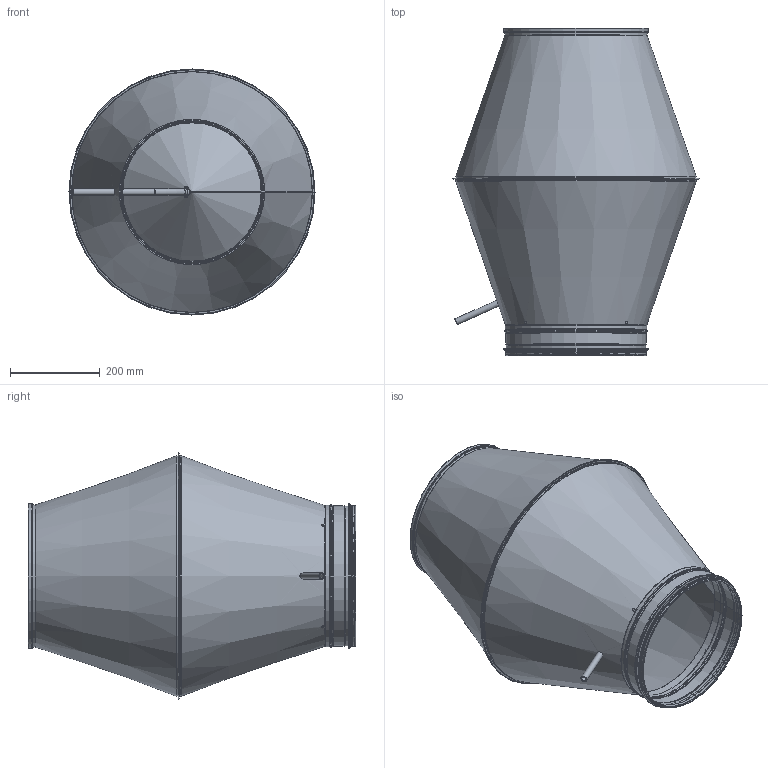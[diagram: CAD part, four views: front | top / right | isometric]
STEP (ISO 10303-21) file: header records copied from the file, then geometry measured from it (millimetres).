
FILE_DESCRIPTION(/* description */ ('Underdel HJH'),/* implementation_level */ '2;1');
FILE_NAME(/* name */ 'HJH-06.stp',/* time_stamp */ '2016-04-01T08:53:56+02:00',/* author */ ('CAD'),/* organization */ (''),/* preprocessor_version */ 'ST-DEVELOPER v15.6',/* originating_system */ 'Autodesk Inventor 2015',/* authorisation */ '');
FILE_SCHEMA (('AUTOMOTIVE_DESIGN { 1 0 10303 214 3 1 1 }'));
Length unit declared in the file: millimetre
Products named in the file (11): HJH-AA-06; HJH-AB-06; HJH-AC-06; HJH-AD-06; StosStödsickRörämne-315; 999008; StosStödsick-315; Slang-HJH-315; Slangklämma; BlindnitmutterM6; HJH-06
Bounding box: 548.4 x 728.99 x 548.4 mm (x, y, z)
Volume: 920691.1 mm3; surface area: 2603445.1 mm2
Topology: 13 solids, 13 shells, 321 faces, 680 edges, 380 vertices
Faces by surface type: plane 163, cylinder 71, torus 42, cone 40, bspline 5
Full cylindrical faces by diameter (mm): 10 x3, 14 x2, 308.05 x1, 309.05 x1, 310.25 x1, 312.85 x6, 313.85 x4, 315.25 x1, 315.5 x1, 316.9 x1, 319.25 x1, 321.5 x1, 322.9 x1, 324.25 x1, 535 x2, 536.4 x2, 537 x1, 545 x1
Entity records: 8045 total; most frequent: CARTESIAN_POINT 1755, DIRECTION 1348, ORIENTED_EDGE 1092, EDGE_CURVE 546, AXIS2_PLACEMENT_3D 544, VERTEX_POINT 315, EDGE_LOOP 301, FACE_OUTER_BOUND 265
